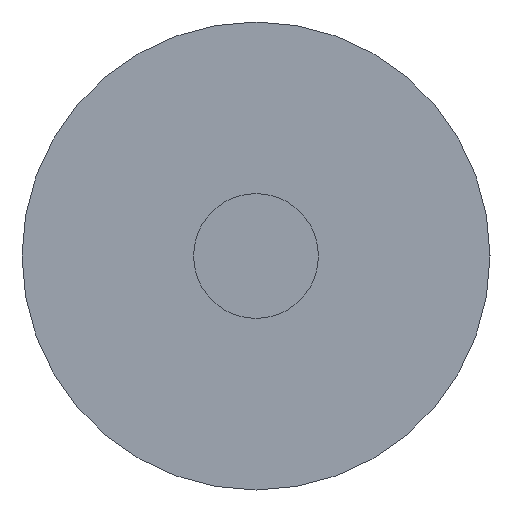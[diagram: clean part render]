
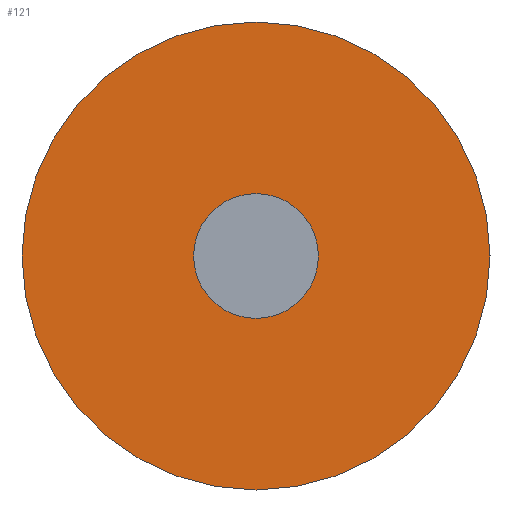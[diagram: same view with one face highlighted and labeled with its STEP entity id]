
A CAD part, left-side view. The second image highlights one B-rep face of the part: STEP entity #121.
In plain terms, the highlighted planar face has unit normal (-1, 0, 0).
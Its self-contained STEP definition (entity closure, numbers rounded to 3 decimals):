
#26=FACE_BOUND('',#52,.T.);
#36=FACE_OUTER_BOUND('',#51,.T.);
#51=EDGE_LOOP('',(#101));
#52=EDGE_LOOP('',(#102));
#67=CIRCLE('',#140,15.);
#68=CIRCLE('',#141,4.);
#77=VERTEX_POINT('',#211);
#78=VERTEX_POINT('',#213);
#87=EDGE_CURVE('',#77,#77,#67,.T.);
#88=EDGE_CURVE('',#78,#78,#68,.T.);
#101=ORIENTED_EDGE('',*,*,#87,.F.);
#102=ORIENTED_EDGE('',*,*,#88,.T.);
#114=PLANE('',#139);
#121=ADVANCED_FACE('',(#36,#26),#114,.T.);
#139=AXIS2_PLACEMENT_3D('',#210,#172,#173);
#140=AXIS2_PLACEMENT_3D('',#212,#174,#175);
#141=AXIS2_PLACEMENT_3D('',#214,#176,#177);
#172=DIRECTION('center_axis',(-1.,0.,0.));
#173=DIRECTION('ref_axis',(0.,0.,1.));
#174=DIRECTION('center_axis',(1.,0.,0.));
#175=DIRECTION('ref_axis',(0.,0.,-1.));
#176=DIRECTION('center_axis',(1.,0.,0.));
#177=DIRECTION('ref_axis',(0.,0.,-1.));
#210=CARTESIAN_POINT('Origin',(-11.,15.,0.));
#211=CARTESIAN_POINT('',(-11.,15.,0.));
#212=CARTESIAN_POINT('Origin',(-11.,0.,0.));
#213=CARTESIAN_POINT('',(-11.,4.,0.));
#214=CARTESIAN_POINT('Origin',(-11.,0.,0.));
